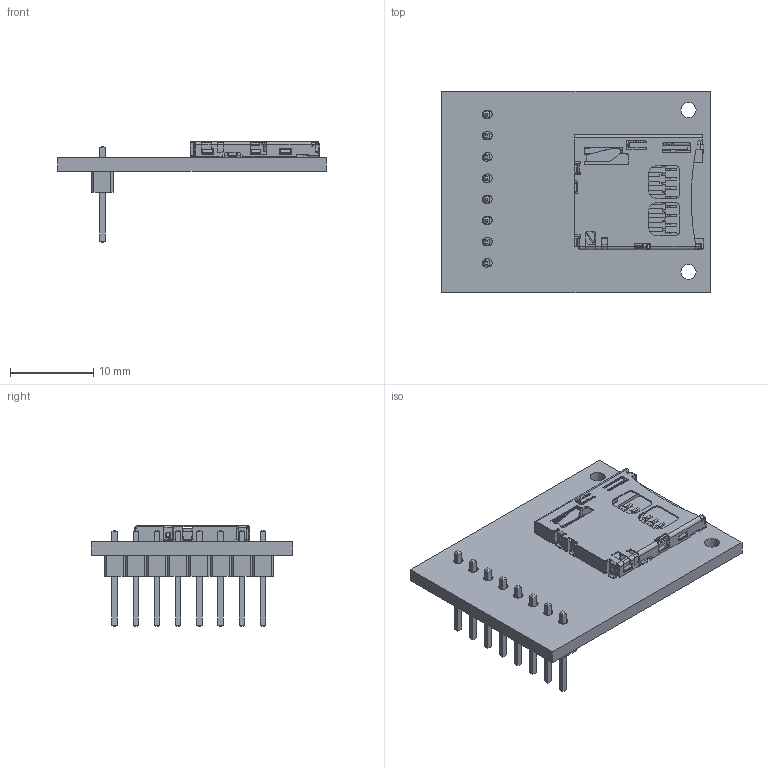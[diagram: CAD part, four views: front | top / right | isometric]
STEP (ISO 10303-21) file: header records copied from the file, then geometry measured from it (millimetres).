
FILE_DESCRIPTION(('FreeCAD Model'),'2;1');
FILE_NAME('Open CASCADE Shape Model','2023-11-04T17:07:11',(''),(''), 'Open CASCADE STEP processor 7.6','FreeCAD','Unknown');
FILE_SCHEMA(('AUTOMOTIVE_DESIGN { 1 0 10303 214 1 1 1 1 }'));
Length unit declared in the file: millimetre
Products named in the file (24): smieci; Board_Geoms_ca12; Pcb_ca12; Step_Models_ca12; Top_ca12; J2_502570-0909_5b8923abbe7e; 502570-0893; 502570-0894; 502570-0895; 502570-0896; 502570-0897; 502570-0898; 502570-0899; 502570-0900; 502570-0901; 502570-0902; 502570-0903; 502570-0904; 502570-0905; 502570-0906; 502570-0907; 502570-0908; Bot_ca12; J1_PinHeader_1x08_P254mm_Vertical_631c662b804c
Assembly tree (23 placements, depth 5):
  smieci
    Board_Geoms_ca12
      Pcb_ca12
    Step_Models_ca12
      Top_ca12
        J2_502570-0909_5b8923abbe7e
          502570-0893
          502570-0894
          502570-0895
          502570-0896
          502570-0897
          502570-0898
          502570-0899
          502570-0900
          502570-0901
          502570-0902
          502570-0903
          502570-0904
          502570-0905
          502570-0906
          502570-0907
          502570-0908
      Bot_ca12
        J1_PinHeader_1x08_P254mm_Vertical_631c662b804c
Bounding box: 32.13 x 24.13 x 12.09 mm (x, y, z)
Volume: 1539.2 mm3; surface area: 3300.7 mm2
Topology: 18 solids, 18 shells, 1261 faces, 3374 edges, 2168 vertices
Faces by surface type: plane 924, cylinder 333, bspline 4
Full cylindrical faces by diameter (mm): 1.8 x2
Entity records: 46628 total; most frequent: CARTESIAN_POINT 12916, ORIENTED_EDGE 6744, DIRECTION 6425, EDGE_CURVE 3372, LINE 2699, VECTOR 2699, VERTEX_POINT 2168, AXIS2_PLACEMENT_3D 1863
